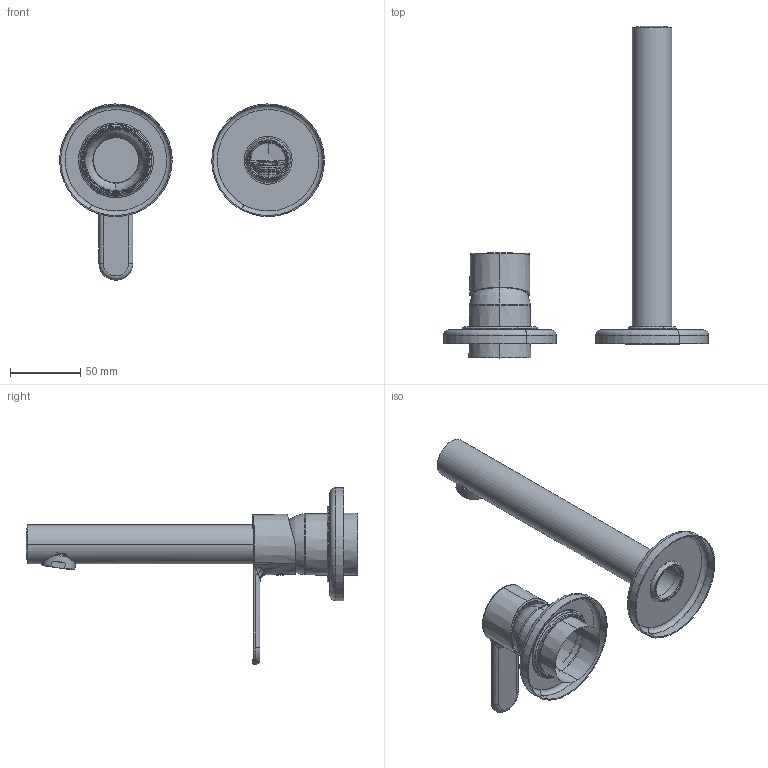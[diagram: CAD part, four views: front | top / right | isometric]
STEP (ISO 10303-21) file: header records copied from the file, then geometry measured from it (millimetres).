
FILE_DESCRIPTION(('CATIA V5 STEP Exchange','CAx-IF Rec.Pracs.--- Model Styling and Organization---1.5--- 2016-08-15','CAx-IF Rec.Pracs.---Supplemental Geometry---1.0---2011-11-01','CAx-IF Rec.Pracs.--- Composite Materials ---3.4---2017-06-13','CAx-IF Rec.Pracs.---Tessellated 3D Geometry---1.0---2015-12-17'),'2;1');
FILE_NAME('C200551121_vuoto.stp','2024-09-25T09:43:52+00:00',('none'),('none'),'CATIA Version 5-6 Release 2020 SP2','CATIA V5 STEP AP242 v2','none');
FILE_SCHEMA(('AP242_MANAGED_MODEL_BASED_3D_ENGINEERING_MIM_LF {1 0 10303 442 1 1 4}'));
Length unit declared in the file: millimetre
Products named in the file (1): C200551121
Bounding box: 187.98 x 235.5 x 125.02 mm (x, y, z)
Volume: 18714 mm3; surface area: 70235 mm2
Topology: 8 solids, 83 shells, 263 faces, 889 edges, 712 vertices
Faces by surface type: cylinder 77, plane 67, torus 45, bspline 33, cone 31, sphere 8, revolution 2
Entity records: 12028 total; most frequent: CARTESIAN_POINT 5063, ORIENTED_EDGE 1357, DIRECTION 981, EDGE_CURVE 877, VERTEX_POINT 712, AXIS2_PLACEMENT_3D 604, CIRCLE 433, EDGE_LOOP 298
